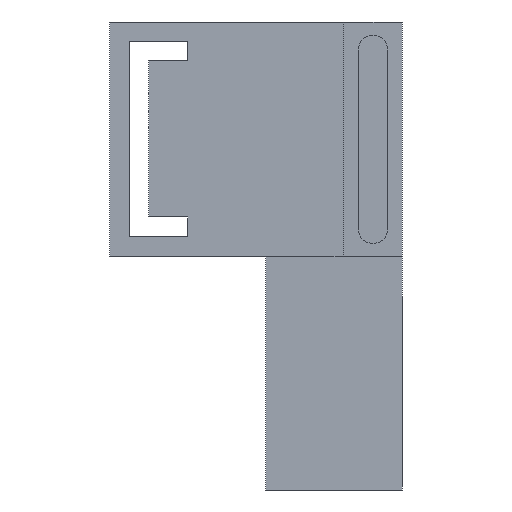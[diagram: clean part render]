
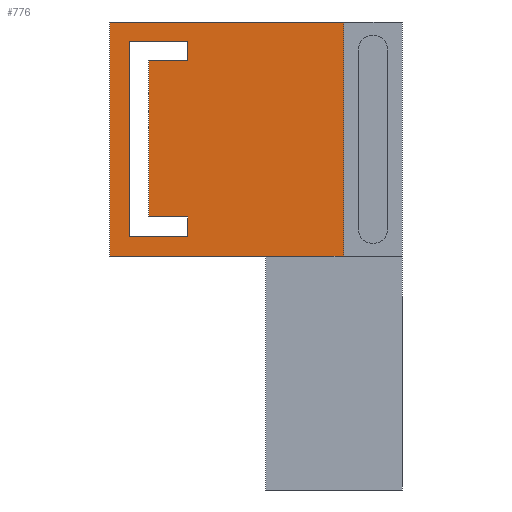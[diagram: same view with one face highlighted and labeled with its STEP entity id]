
A CAD part, left-side view. The second image highlights one B-rep face of the part: STEP entity #776.
In plain terms, the highlighted planar face has unit normal (-1, 0, 0).
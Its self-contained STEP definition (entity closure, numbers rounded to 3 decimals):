
#19=FACE_BOUND('',#93,.T.);
#48=FACE_OUTER_BOUND('',#92,.T.);
#92=EDGE_LOOP('',(#559,#560,#561,#562));
#93=EDGE_LOOP('',(#563,#564,#565,#566,#567,#568,#569,#570));
#127=LINE('',#1085,#227);
#131=LINE('',#1093,#231);
#134=LINE('',#1099,#234);
#137=LINE('',#1105,#237);
#140=LINE('',#1111,#240);
#143=LINE('',#1117,#243);
#146=LINE('',#1123,#246);
#149=LINE('',#1128,#249);
#159=LINE('',#1158,#259);
#160=LINE('',#1160,#260);
#161=LINE('',#1162,#261);
#162=LINE('',#1163,#262);
#227=VECTOR('',#879,10.);
#231=VECTOR('',#885,10.);
#234=VECTOR('',#890,10.);
#237=VECTOR('',#895,10.);
#240=VECTOR('',#900,10.);
#243=VECTOR('',#905,10.);
#246=VECTOR('',#910,10.);
#249=VECTOR('',#915,10.);
#259=VECTOR('',#945,10.);
#260=VECTOR('',#946,10.);
#261=VECTOR('',#947,10.);
#262=VECTOR('',#948,10.);
#327=VERTEX_POINT('',#1083);
#328=VERTEX_POINT('',#1084);
#331=VERTEX_POINT('',#1092);
#333=VERTEX_POINT('',#1098);
#335=VERTEX_POINT('',#1104);
#337=VERTEX_POINT('',#1110);
#339=VERTEX_POINT('',#1116);
#341=VERTEX_POINT('',#1122);
#351=VERTEX_POINT('',#1156);
#352=VERTEX_POINT('',#1157);
#353=VERTEX_POINT('',#1159);
#354=VERTEX_POINT('',#1161);
#399=EDGE_CURVE('',#327,#328,#127,.T.);
#403=EDGE_CURVE('',#328,#331,#131,.T.);
#406=EDGE_CURVE('',#331,#333,#134,.T.);
#409=EDGE_CURVE('',#333,#335,#137,.T.);
#412=EDGE_CURVE('',#335,#337,#140,.T.);
#415=EDGE_CURVE('',#337,#339,#143,.T.);
#418=EDGE_CURVE('',#339,#341,#146,.T.);
#421=EDGE_CURVE('',#341,#327,#149,.T.);
#435=EDGE_CURVE('',#351,#352,#159,.T.);
#436=EDGE_CURVE('',#351,#353,#160,.T.);
#437=EDGE_CURVE('',#354,#353,#161,.T.);
#438=EDGE_CURVE('',#352,#354,#162,.T.);
#559=ORIENTED_EDGE('',*,*,#435,.F.);
#560=ORIENTED_EDGE('',*,*,#436,.T.);
#561=ORIENTED_EDGE('',*,*,#437,.F.);
#562=ORIENTED_EDGE('',*,*,#438,.F.);
#563=ORIENTED_EDGE('',*,*,#412,.T.);
#564=ORIENTED_EDGE('',*,*,#415,.T.);
#565=ORIENTED_EDGE('',*,*,#418,.T.);
#566=ORIENTED_EDGE('',*,*,#421,.T.);
#567=ORIENTED_EDGE('',*,*,#399,.T.);
#568=ORIENTED_EDGE('',*,*,#403,.T.);
#569=ORIENTED_EDGE('',*,*,#406,.T.);
#570=ORIENTED_EDGE('',*,*,#409,.T.);
#734=PLANE('',#840);
#776=ADVANCED_FACE('',(#48,#19),#734,.T.);
#840=AXIS2_PLACEMENT_3D('',#1155,#943,#944);
#879=DIRECTION('',(0.,0.,-1.));
#885=DIRECTION('',(0.,1.,0.));
#890=DIRECTION('',(0.,0.,1.));
#895=DIRECTION('',(0.,-1.,0.));
#900=DIRECTION('',(0.,0.,-1.));
#905=DIRECTION('',(0.,1.,0.));
#910=DIRECTION('',(0.,0.,-1.));
#915=DIRECTION('',(0.,-1.,0.));
#943=DIRECTION('center_axis',(-1.,0.,0.));
#944=DIRECTION('ref_axis',(0.,0.,1.));
#945=DIRECTION('',(0.,0.,-1.));
#946=DIRECTION('',(0.,1.,0.));
#947=DIRECTION('',(0.,0.,1.));
#948=DIRECTION('',(0.,1.,0.));
#1083=CARTESIAN_POINT('',(10.4,55.,10.));
#1084=CARTESIAN_POINT('',(10.4,55.,5.));
#1085=CARTESIAN_POINT('',(10.4,55.,2.5));
#1092=CARTESIAN_POINT('',(10.4,70.,5.));
#1093=CARTESIAN_POINT('',(10.4,35.,5.));
#1098=CARTESIAN_POINT('',(10.4,70.,55.));
#1099=CARTESIAN_POINT('',(10.4,70.,27.5));
#1104=CARTESIAN_POINT('',(10.4,55.,55.));
#1105=CARTESIAN_POINT('',(10.4,27.5,55.));
#1110=CARTESIAN_POINT('',(10.4,55.,50.));
#1111=CARTESIAN_POINT('',(10.4,55.,25.));
#1116=CARTESIAN_POINT('',(10.4,65.,50.));
#1117=CARTESIAN_POINT('',(10.4,32.5,50.));
#1122=CARTESIAN_POINT('',(10.4,65.,10.));
#1123=CARTESIAN_POINT('',(10.4,65.,5.));
#1128=CARTESIAN_POINT('',(10.4,27.5,10.));
#1155=CARTESIAN_POINT('Origin',(10.4,0.,0.));
#1156=CARTESIAN_POINT('',(10.4,15.,60.));
#1157=CARTESIAN_POINT('',(10.4,15.,0.));
#1158=CARTESIAN_POINT('',(10.4,15.,15.));
#1159=CARTESIAN_POINT('',(10.4,75.,60.));
#1160=CARTESIAN_POINT('',(10.4,0.,60.));
#1161=CARTESIAN_POINT('',(10.4,75.,0.));
#1162=CARTESIAN_POINT('',(10.4,75.,0.));
#1163=CARTESIAN_POINT('',(10.4,0.,0.));
